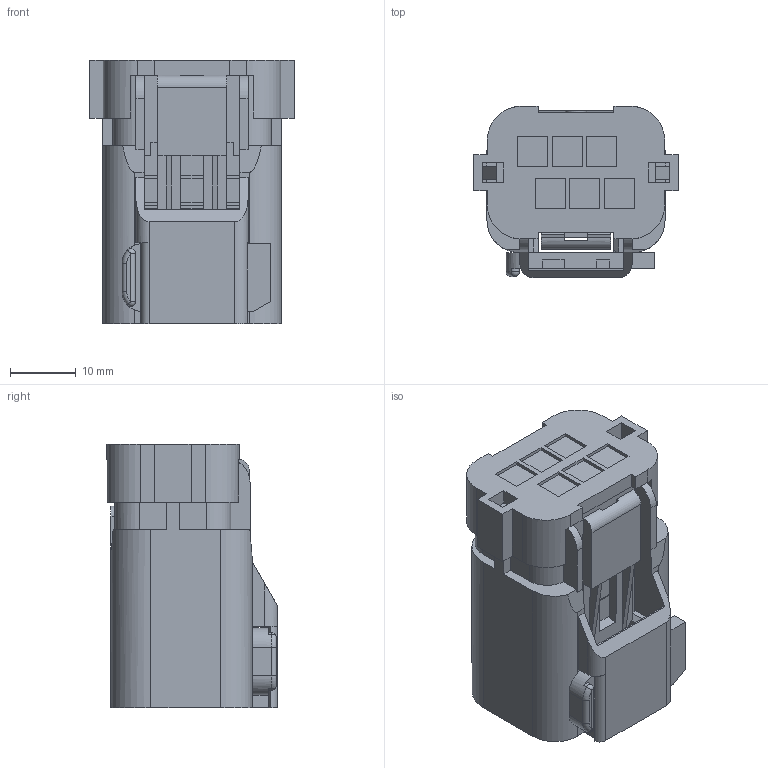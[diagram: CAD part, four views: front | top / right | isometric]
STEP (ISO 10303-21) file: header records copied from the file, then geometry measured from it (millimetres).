
FILE_DESCRIPTION(/* description */ (''),/* implementation_level */ '2;1');
FILE_NAME(/* name */ '15412914-STEP-3D.stp',/* time_stamp */ '2021-04-02T13:17:14+06:00',/* author */ (''),/* organization */ (''),/* preprocessor_version */ 'ST-DEVELOPER v16.7',/* originating_system */ 'SIEMENS PLM Software NX 12.0',/* authorisation */ '');
FILE_SCHEMA (('AUTOMOTIVE_DESIGN { 1 0 10303 214 3 1 1 1 }'));
Length unit declared in the file: millimetre
Products named in the file (1): cjzt23405074xckz
Bounding box: 31 x 25.9 x 40 mm (x, y, z)
Volume: 16146 mm3; surface area: 10896.5 mm2
Topology: 1 solids, 1 shells, 394 faces, 1142 edges, 750 vertices
Faces by surface type: plane 312, cylinder 78, sphere 2, torus 2
Entity records: 12946 total; most frequent: CARTESIAN_POINT 2350, ORIENTED_EDGE 2284, DIRECTION 2091, EDGE_CURVE 1142, LINE 963, VECTOR 963, VERTEX_POINT 750, AXIS2_PLACEMENT_3D 564
